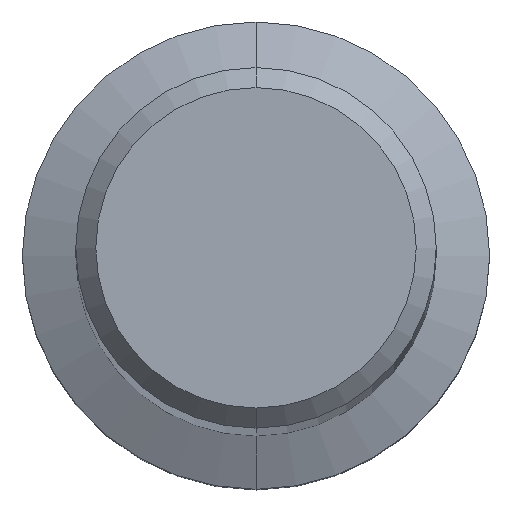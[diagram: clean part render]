
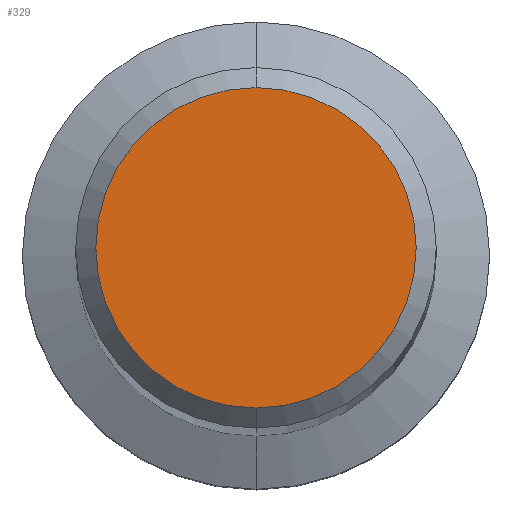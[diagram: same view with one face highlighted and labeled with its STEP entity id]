
A CAD part, top view. The second image highlights one B-rep face of the part: STEP entity #329.
In plain terms, the highlighted planar face has unit normal (0, 0, 1).
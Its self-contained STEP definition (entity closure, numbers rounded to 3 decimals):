
#241=EDGE_CURVE('',#403,#529,#600,.T.);
#329=ADVANCED_FACE('',(#701),#702,.T.);
#403=VERTEX_POINT('',#783);
#483=EDGE_CURVE('',#529,#403,#872,.T.);
#529=VERTEX_POINT('',#921);
#600=CIRCLE('',#1085,4.8);
#701=FACE_OUTER_BOUND('',#1293,.T.);
#702=PLANE('',#1294);
#783=CARTESIAN_POINT('',(0.,-4.8,0.0));
#872=CIRCLE('',#1589,4.8);
#921=CARTESIAN_POINT('',(0.0,4.8,0.0));
#1085=AXIS2_PLACEMENT_3D('',#1720,#1721,#1722);
#1293=EDGE_LOOP('',(#1876,#1877));
#1294=AXIS2_PLACEMENT_3D('',#1878,#1879,#1880);
#1589=AXIS2_PLACEMENT_3D('',#2063,#2064,#2065);
#1720=CARTESIAN_POINT('',(0.0,0.0,0.0));
#1721=DIRECTION('',(0.0,0.0,-1.0));
#1722=DIRECTION('',(0.0,1.0,0.0));
#1876=ORIENTED_EDGE('',*,*,#483,.F.);
#1877=ORIENTED_EDGE('',*,*,#241,.F.);
#1878=CARTESIAN_POINT('',(0.0,2.4,0.0));
#1879=DIRECTION('',(-0.0,0.0,1.0));
#1880=DIRECTION('',(0.0,-1.0,0.0));
#2063=CARTESIAN_POINT('',(0.0,0.0,0.0));
#2064=DIRECTION('',(0.0,0.0,-1.0));
#2065=DIRECTION('',(0.0,1.0,0.0));
